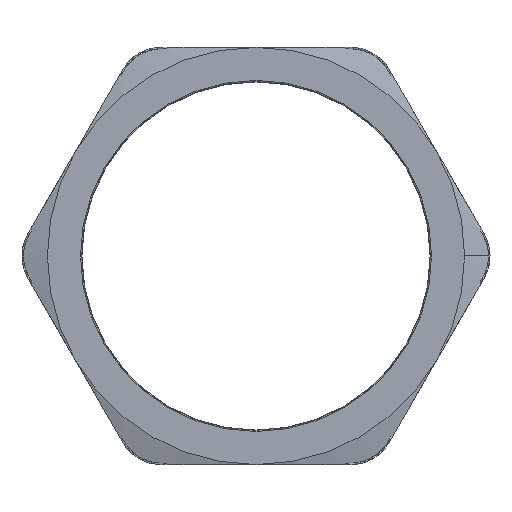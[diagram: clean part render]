
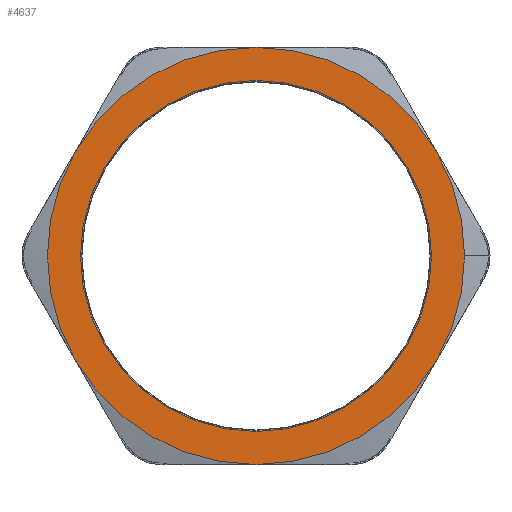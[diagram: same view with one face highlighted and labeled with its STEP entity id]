
A CAD part, top view. The second image highlights one B-rep face of the part: STEP entity #4637.
In plain terms, the highlighted planar face has unit normal (0, 0, 1).
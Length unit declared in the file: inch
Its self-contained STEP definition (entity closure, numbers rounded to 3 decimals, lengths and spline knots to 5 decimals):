
#69 = VERTEX_POINT ( 'NONE', #6443 ) ;
#78 = VERTEX_POINT ( 'NONE', #6465 ) ;
#80 = EDGE_CURVE ( 'NONE', #69, #78, #6464, .T. ) ;
#288 = CARTESIAN_POINT ( 'NONE',  ( 0.993, 0., 0.2 ) ) ;
#289 = CARTESIAN_POINT ( 'NONE',  ( -0.993, 0., 0.2 ) ) ;
#629 = CARTESIAN_POINT ( 'NONE',  ( 0., 1.18, 0.2 ) ) ;
#949 = DIRECTION ( 'NONE',  ( 0., 0., -1. ) ) ;
#950 = CARTESIAN_POINT ( 'NONE',  ( 0., 0., 0.2 ) ) ;
#951 = AXIS2_PLACEMENT_3D ( 'NONE', #950, #949, #986 ) ;
#952 = CIRCLE ( 'NONE', #951, 0.993 ) ;
#953 = CARTESIAN_POINT ( 'NONE',  ( 0., 0., 0.2 ) ) ;
#954 = DIRECTION ( 'NONE',  ( 1., 0., 0. ) ) ;
#955 = DIRECTION ( 'NONE',  ( 0., 0., 1. ) ) ;
#956 = CARTESIAN_POINT ( 'NONE',  ( -1.36255, 0., 0.2 ) ) ;
#957 = AXIS2_PLACEMENT_3D ( 'NONE', #956, #955, #954 ) ;
#958 = PLANE ( 'NONE',  #957 ) ;
#959 = FACE_OUTER_BOUND ( 'NONE', #4642, .T. ) ;
#965 = FACE_BOUND ( 'NONE', #4638, .T. ) ;
#982 = DIRECTION ( 'NONE',  ( 1., 0., 0. ) ) ;
#983 = DIRECTION ( 'NONE',  ( 0., 0., 1. ) ) ;
#984 = AXIS2_PLACEMENT_3D ( 'NONE', #953, #983, #982 ) ;
#985 = CIRCLE ( 'NONE', #984, 1.18 ) ;
#986 = DIRECTION ( 'NONE',  ( 1., 0., 0. ) ) ;
#1102 = DIRECTION ( 'NONE',  ( 0., 0., 1. ) ) ;
#1103 = CARTESIAN_POINT ( 'NONE',  ( 0., 0., 0.2 ) ) ;
#1104 = AXIS2_PLACEMENT_3D ( 'NONE', #1103, #1102, #1155 ) ;
#1105 = CIRCLE ( 'NONE', #1104, 1.18 ) ;
#1106 = DIRECTION ( 'NONE',  ( 1., 0., 0. ) ) ;
#1107 = DIRECTION ( 'NONE',  ( 0., 0., 1. ) ) ;
#1108 = CARTESIAN_POINT ( 'NONE',  ( 0., 0., 0.2 ) ) ;
#1109 = AXIS2_PLACEMENT_3D ( 'NONE', #1108, #1107, #1106 ) ;
#1110 = CIRCLE ( 'NONE', #1109, 1.18 ) ;
#1111 = DIRECTION ( 'NONE',  ( 1., 0., 0. ) ) ;
#1112 = DIRECTION ( 'NONE',  ( 0., 0., 1. ) ) ;
#1113 = CARTESIAN_POINT ( 'NONE',  ( 0., 0., 0.2 ) ) ;
#1114 = AXIS2_PLACEMENT_3D ( 'NONE', #1113, #1112, #1111 ) ;
#1115 = CIRCLE ( 'NONE', #1114, 1.18 ) ;
#1116 = DIRECTION ( 'NONE',  ( 1., 0., 0. ) ) ;
#1117 = DIRECTION ( 'NONE',  ( 0., 0., 1. ) ) ;
#1118 = CARTESIAN_POINT ( 'NONE',  ( 0., 0., 0.2 ) ) ;
#1119 = AXIS2_PLACEMENT_3D ( 'NONE', #1118, #1117, #1116 ) ;
#1120 = CIRCLE ( 'NONE', #1119, 1.18 ) ;
#1150 = DIRECTION ( 'NONE',  ( 1., 0., 0. ) ) ;
#1151 = DIRECTION ( 'NONE',  ( 0., 0., 1. ) ) ;
#1152 = CARTESIAN_POINT ( 'NONE',  ( 0., 0., 0.2 ) ) ;
#1153 = AXIS2_PLACEMENT_3D ( 'NONE', #1152, #1151, #1150 ) ;
#1154 = CIRCLE ( 'NONE', #1153, 1.18 ) ;
#1155 = DIRECTION ( 'NONE',  ( 1., 0., 0. ) ) ;
#4158 = EDGE_CURVE ( 'NONE', #4329, #4330, #6689, .T. ) ;
#4182 = VERTEX_POINT ( 'NONE', #7489 ) ;
#4189 = VERTEX_POINT ( 'NONE', #7528 ) ;
#4194 = VERTEX_POINT ( 'NONE', #7509 ) ;
#4264 = VERTEX_POINT ( 'NONE', #7669 ) ;
#4329 = VERTEX_POINT ( 'NONE', #289 ) ;
#4330 = VERTEX_POINT ( 'NONE', #288 ) ;
#4499 = VERTEX_POINT ( 'NONE', #629 ) ;
#4637 = ADVANCED_FACE ( 'NONE', ( #965, #959 ), #958, .T. ) ;
#4638 = EDGE_LOOP ( 'NONE', ( #4639, #4641 ) ) ;
#4639 = ORIENTED_EDGE ( 'NONE', *, *, #4640, .T. ) ;
#4640 = EDGE_CURVE ( 'NONE', #4330, #4329, #952, .T. ) ;
#4641 = ORIENTED_EDGE ( 'NONE', *, *, #4158, .T. ) ;
#4642 = EDGE_LOOP ( 'NONE', ( #4643, #4707, #4708, #4710, #4712, #4714, #4716 ) ) ;
#4643 = ORIENTED_EDGE ( 'NONE', *, *, #4644, .T. ) ;
#4644 = EDGE_CURVE ( 'NONE', #4264, #69, #985, .T. ) ;
#4707 = ORIENTED_EDGE ( 'NONE', *, *, #80, .T. ) ;
#4708 = ORIENTED_EDGE ( 'NONE', *, *, #4709, .T. ) ;
#4709 = EDGE_CURVE ( 'NONE', #78, #4499, #1120, .T. ) ;
#4710 = ORIENTED_EDGE ( 'NONE', *, *, #4711, .T. ) ;
#4711 = EDGE_CURVE ( 'NONE', #4499, #4189, #1115, .T. ) ;
#4712 = ORIENTED_EDGE ( 'NONE', *, *, #4713, .T. ) ;
#4713 = EDGE_CURVE ( 'NONE', #4189, #4182, #1110, .T. ) ;
#4714 = ORIENTED_EDGE ( 'NONE', *, *, #4715, .T. ) ;
#4715 = EDGE_CURVE ( 'NONE', #4182, #4194, #1105, .T. ) ;
#4716 = ORIENTED_EDGE ( 'NONE', *, *, #4717, .T. ) ;
#4717 = EDGE_CURVE ( 'NONE', #4194, #4264, #1154, .T. ) ;
#6443 = CARTESIAN_POINT ( 'NONE',  ( 1.18, 0., 0.2 ) ) ;
#6460 = DIRECTION ( 'NONE',  ( 1., 0., 0. ) ) ;
#6461 = DIRECTION ( 'NONE',  ( 0., 0., 1. ) ) ;
#6462 = CARTESIAN_POINT ( 'NONE',  ( 0., 0., 0.2 ) ) ;
#6463 = AXIS2_PLACEMENT_3D ( 'NONE', #6462, #6461, #6460 ) ;
#6464 = CIRCLE ( 'NONE', #6463, 1.18 ) ;
#6465 = CARTESIAN_POINT ( 'NONE',  ( 1.02191, 0.59, 0.2 ) ) ;
#6688 = AXIS2_PLACEMENT_3D ( 'NONE', #7479, #7478, #7477 ) ;
#6689 = CIRCLE ( 'NONE', #6688, 0.993 ) ;
#7477 = DIRECTION ( 'NONE',  ( 1., 0., 0. ) ) ;
#7478 = DIRECTION ( 'NONE',  ( 0., 0., -1. ) ) ;
#7479 = CARTESIAN_POINT ( 'NONE',  ( 0., 0., 0.2 ) ) ;
#7489 = CARTESIAN_POINT ( 'NONE',  ( -1.02191, -0.59, 0.2 ) ) ;
#7509 = CARTESIAN_POINT ( 'NONE',  ( 0., -1.18, 0.2 ) ) ;
#7528 = CARTESIAN_POINT ( 'NONE',  ( -1.02191, 0.59, 0.2 ) ) ;
#7669 = CARTESIAN_POINT ( 'NONE',  ( 1.02191, -0.59, 0.2 ) ) ;
